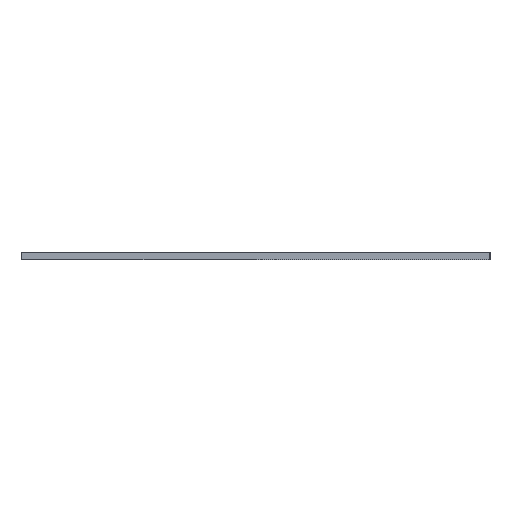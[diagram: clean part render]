
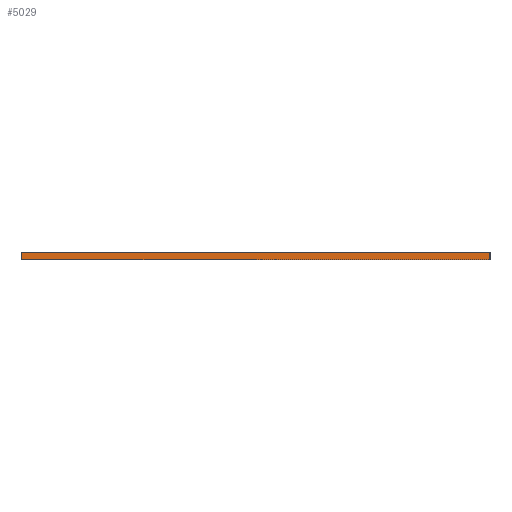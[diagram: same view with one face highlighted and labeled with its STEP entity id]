
A CAD part, left-side view. The second image highlights one B-rep face of the part: STEP entity #5029.
In plain terms, the highlighted planar face has unit normal (-1, 0, 0).
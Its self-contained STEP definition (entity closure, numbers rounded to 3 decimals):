
#4 = DIRECTION ( 'NONE',  ( 0., 0., 1. ) ) ;
#299 = VECTOR ( 'NONE', #4, 1000. ) ;
#585 = ORIENTED_EDGE ( 'NONE', *, *, #4100, .F. ) ;
#612 = LINE ( 'NONE', #5312, #299 ) ;
#812 = VERTEX_POINT ( 'NONE', #5533 ) ;
#1216 = CARTESIAN_POINT ( 'NONE',  ( 34., -25., 0. ) ) ;
#1393 = EDGE_CURVE ( 'NONE', #2685, #812, #612, .T. ) ;
#1438 = DIRECTION ( 'NONE',  ( 0., 1., 0. ) ) ;
#1645 = CARTESIAN_POINT ( 'NONE',  ( 34., -25., 0. ) ) ;
#2363 = VECTOR ( 'NONE', #7565, 1000. ) ;
#2388 = AXIS2_PLACEMENT_3D ( 'NONE', #4882, #5749, #7081 ) ;
#2510 = VECTOR ( 'NONE', #5984, 1000. ) ;
#2685 = VERTEX_POINT ( 'NONE', #3060 ) ;
#3060 = CARTESIAN_POINT ( 'NONE',  ( 34., -116.5, 0. ) ) ;
#3072 = ORIENTED_EDGE ( 'NONE', *, *, #1393, .T. ) ;
#4023 = LINE ( 'NONE', #4890, #7466 ) ;
#4049 = EDGE_LOOP ( 'NONE', ( #3072, #7703, #585, #4426 ) ) ;
#4100 = EDGE_CURVE ( 'NONE', #4288, #7992, #6279, .T. ) ;
#4227 = EDGE_CURVE ( 'NONE', #812, #7992, #4598, .T. ) ;
#4288 = VERTEX_POINT ( 'NONE', #1216 ) ;
#4356 = PLANE ( 'NONE',  #2388 ) ;
#4426 = ORIENTED_EDGE ( 'NONE', *, *, #7790, .F. ) ;
#4598 = LINE ( 'NONE', #8440, #2510 ) ;
#4882 = CARTESIAN_POINT ( 'NONE',  ( 34., -116.5, 0. ) ) ;
#4890 = CARTESIAN_POINT ( 'NONE',  ( 34., -116.5, 0. ) ) ;
#5001 = FACE_OUTER_BOUND ( 'NONE', #4049, .T. ) ;
#5029 = ADVANCED_FACE ( 'NONE', ( #5001 ), #4356, .T. ) ;
#5312 = CARTESIAN_POINT ( 'NONE',  ( 34., -116.5, 0. ) ) ;
#5533 = CARTESIAN_POINT ( 'NONE',  ( 34., -116.5, 1.51 ) ) ;
#5749 = DIRECTION ( 'NONE',  ( -1., 0., 0. ) ) ;
#5984 = DIRECTION ( 'NONE',  ( 0., 1., 0. ) ) ;
#6279 = LINE ( 'NONE', #1645, #2363 ) ;
#7081 = DIRECTION ( 'NONE',  ( 0., 0., 1. ) ) ;
#7466 = VECTOR ( 'NONE', #1438, 1000. ) ;
#7565 = DIRECTION ( 'NONE',  ( 0., 0., 1. ) ) ;
#7703 = ORIENTED_EDGE ( 'NONE', *, *, #4227, .T. ) ;
#7790 = EDGE_CURVE ( 'NONE', #2685, #4288, #4023, .T. ) ;
#7992 = VERTEX_POINT ( 'NONE', #8266 ) ;
#8266 = CARTESIAN_POINT ( 'NONE',  ( 34., -25., 1.51 ) ) ;
#8440 = CARTESIAN_POINT ( 'NONE',  ( 34., -116.5, 1.51 ) ) ;
